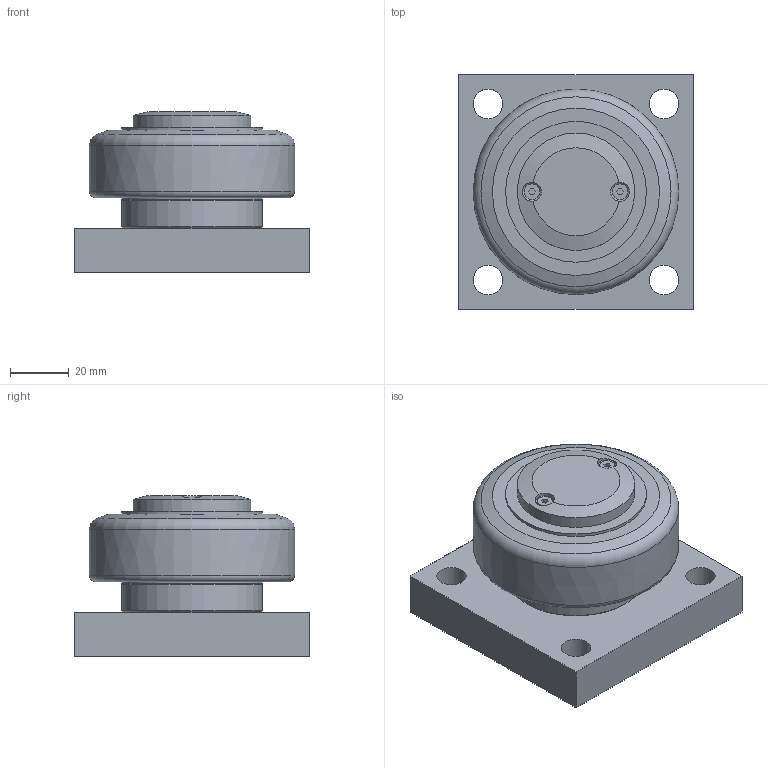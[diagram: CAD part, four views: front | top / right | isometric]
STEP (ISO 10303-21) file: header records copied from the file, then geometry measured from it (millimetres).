
FILE_DESCRIPTION(/* description */ ('-','CAx-IF Rec.Pracs.---Representation and Presentation of Product Manufacturing Information (PMI)---4.0---2014-10-13'),/* implementation_level */ '2;1');
FILE_NAME(/* name */ 'fa7e2dac-efac-45b2-943e-88ef9a723d5b.stp',/* time_stamp */ '2020-04-01T16:28:57+02:00',/* author */ ('-'),/* organization */ ('NTI CADcenter A/S'),/* preprocessor_version */ 'ST-DEVELOPER v18',/* originating_system */ 'Autodesk Inventor 2020',/* authorisation */ '-');
FILE_SCHEMA (('AP242_MANAGED_MODEL_BASED_3D_ENGINEERING_MIM_LF { 1 0 10303 442 1 1 4 }'));
Length unit declared in the file: millimetre
Products named in the file (1): TR 070.0360 BQ1000_Kontur
Bounding box: 80 x 80 x 54.85 mm (x, y, z)
Volume: 198431.9 mm3; surface area: 30339.8 mm2
Topology: 1 solids, 1 shells, 51 faces, 135 edges, 94 vertices
Faces by surface type: plane 28, cylinder 13, cone 7, torus 2, bspline 1
Full cylindrical faces by diameter (mm): 5.35 x2, 6.5 x2, 10.106 x4, 35 x1, 40 x1, 48 x3
Entity records: 1739 total; most frequent: CARTESIAN_POINT 347, DIRECTION 296, ORIENTED_EDGE 270, EDGE_CURVE 135, AXIS2_PLACEMENT_3D 114, VERTEX_POINT 94, LINE 68, VECTOR 68
